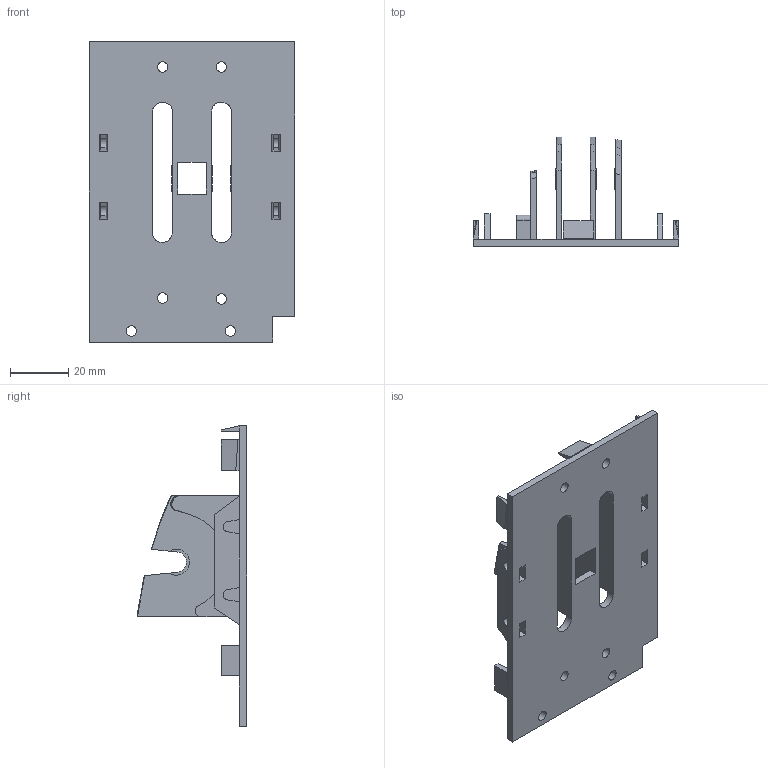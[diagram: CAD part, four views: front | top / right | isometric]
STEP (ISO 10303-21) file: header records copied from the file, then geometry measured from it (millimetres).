
FILE_DESCRIPTION(/* description */ (''),/* implementation_level */ '2;1');
FILE_NAME(/* name */ 'NanoEgg Mod Wheel Bottom Mount.step',/* time_stamp */ '2016-10-15T22:11:20-07:00',/* author */ (''),/* organization */ (''),/* preprocessor_version */ 'ST-DEVELOPER v16.5',/* originating_system */ 'Autodesk Translation Framework v5.2.0.2031',/* authorisation */ '');
FILE_SCHEMA (('AUTOMOTIVE_DESIGN { 1 0 10303 214 3 1 1 }'));
Length unit declared in the file: centimetre
Products named in the file (2): NanoEggAssembly2 v58; NewModWheelMountBlock
Assembly tree (1 placements, depth 2):
  NanoEggAssembly2 v58
    NewModWheelMountBlock
Bounding box: 70.67 x 37.75 x 103.27 mm (x, y, z)
Volume: 25360 mm3; surface area: 25129.9 mm2
Topology: 1 solids, 1 shells, 127 faces, 378 edges, 241 vertices
Faces by surface type: plane 92, cylinder 20, bspline 15
Full cylindrical faces by diameter (mm): 3.572 x6
Entity records: 4946 total; most frequent: CARTESIAN_POINT 1450, ORIENTED_EDGE 744, DIRECTION 630, EDGE_CURVE 372, LINE 282, VECTOR 282, VERTEX_POINT 241, AXIS2_PLACEMENT_3D 174
